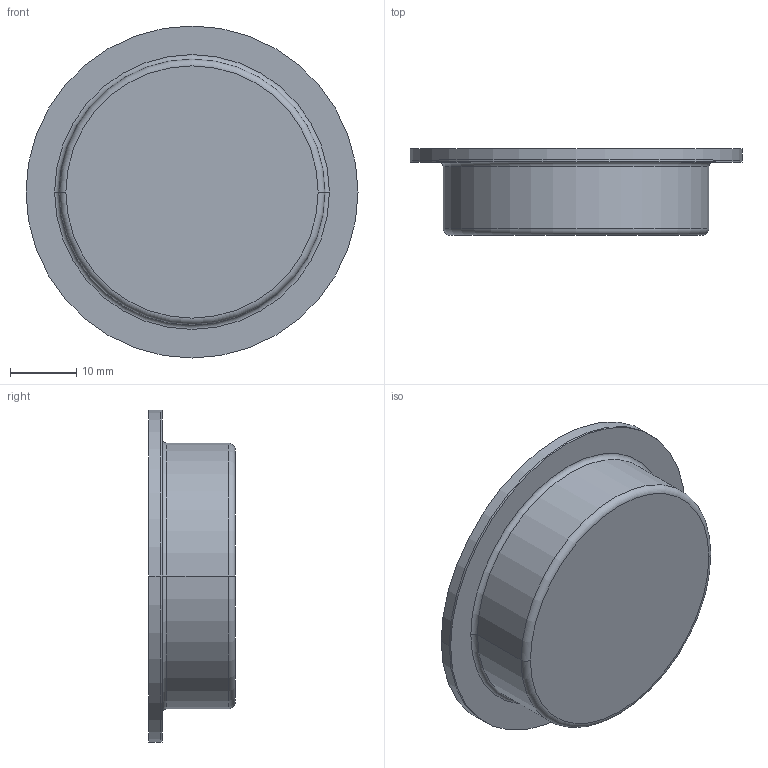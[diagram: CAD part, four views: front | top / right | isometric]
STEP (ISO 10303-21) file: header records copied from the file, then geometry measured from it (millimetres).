
FILE_DESCRIPTION(('Creo Elements/Direct Modeling STEP Export'),'2;1');
FILE_NAME('2292-50.stp','2022-05-04T10:39:40',(''),(''),'Creo Elements/Direct Modeling STEP processor for AP214 (Solid Model)','Creo Elements/Direct Modeling 20.0 12-Nov-2016 (C) Parametric Technology GmbH','');
FILE_SCHEMA(('AUTOMOTIVE_DESIGN { 1 0 10303 214 1 1 1 1 }'));
Length unit declared in the file: millimetre
Products named in the file (3): Unterteil; Oberteil; NI-9307
Assembly tree (2 placements, depth 2):
  NI-9307
    Oberteil
    Unterteil
Bounding box: 50 x 13 x 50 mm (x, y, z)
Volume: 2944 mm3; surface area: 9292.4 mm2
Topology: 2 solids, 2 shells, 24 faces, 46 edges, 28 vertices
Faces by surface type: cylinder 10, torus 8, plane 6
Entity records: 631 total; most frequent: DIRECTION 108, ORIENTED_EDGE 92, CARTESIAN_POINT 87, AXIS2_PLACEMENT_3D 49, EDGE_CURVE 46, VERTEX_POINT 28, EDGE_LOOP 28, FACE_OUTER_BOUND 24
